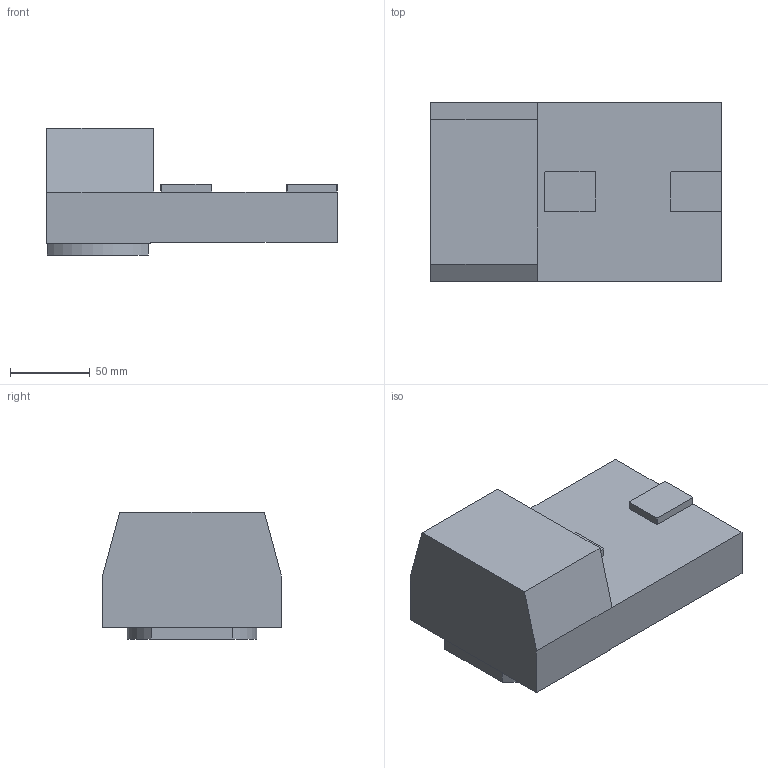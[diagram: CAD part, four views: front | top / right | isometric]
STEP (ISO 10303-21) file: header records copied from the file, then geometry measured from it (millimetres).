
FILE_DESCRIPTION(/* description */ (''),/* implementation_level */ '2;1');
FILE_NAME(/* name */ '1525408597125.stp',/* time_stamp */ '2018-05-04T10:06:57+06:00',/* author */ (''),/* organization */ ('SMS'),/* preprocessor_version */ 'ST-DEVELOPER v15',/* originating_system */ 'SIEMENS PLM Software NX 8.5',/* authorisation */ '');
FILE_SCHEMA (('AUTOMOTIVE_DESIGN { 1 0 10303 214 3 1 1 1 }'));
Length unit declared in the file: millimetre
Products named in the file (1): 201598291mod000_00
Bounding box: 182 x 112 x 80 mm (x, y, z)
Volume: 932366.5 mm3; surface area: 77982 mm2
Topology: 1 solids, 1 shells, 47 faces, 117 edges, 81 vertices
Faces by surface type: plane 36, cone 6, cylinder 5
Full cylindrical faces by diameter (mm): 3 x1, 39.2 x1, 49.6 x1
Entity records: 1483 total; most frequent: CARTESIAN_POINT 299, DIRECTION 234, ORIENTED_EDGE 224, EDGE_CURVE 112, LINE 90, VECTOR 90, VERTEX_POINT 76, AXIS2_PLACEMENT_3D 72
